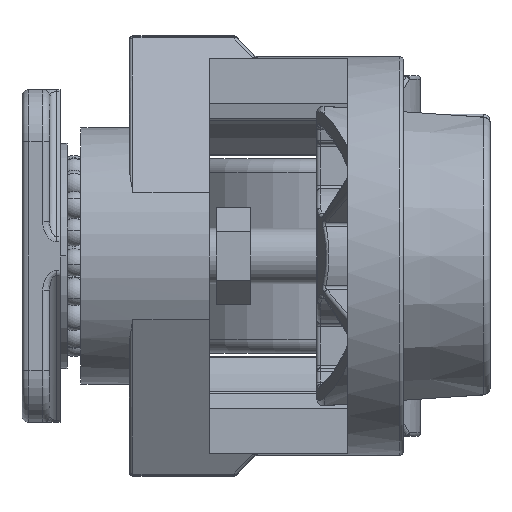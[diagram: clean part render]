
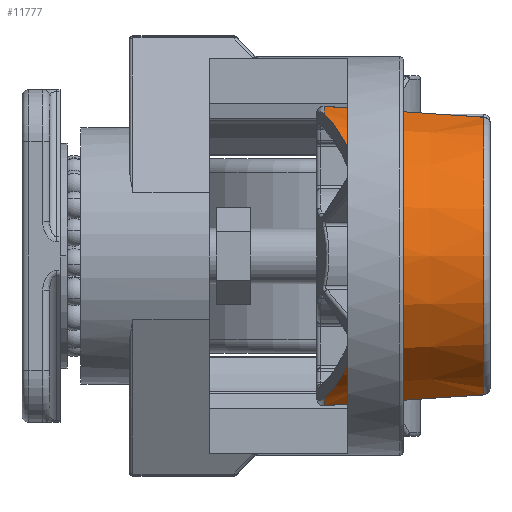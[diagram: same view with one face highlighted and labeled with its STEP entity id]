
A CAD part, left-side view. The second image highlights one B-rep face of the part: STEP entity #11777.
In plain terms, the highlighted conical face has half-angle 4 degrees and reference radius 42.738 mm.
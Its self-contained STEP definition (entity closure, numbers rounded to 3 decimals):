
#1403=CARTESIAN_POINT('',(-14.334,22.86,41.028));
#1404=CARTESIAN_POINT('',(-16.243,21.918,40.173));
#1405=CARTESIAN_POINT('',(-19.398,20.362,38.463));
#1406=CARTESIAN_POINT('',(-24.374,17.908,35.044));
#1407=CARTESIAN_POINT('',(-28.98,15.635,30.771));
#1408=CARTESIAN_POINT('',(-33.068,13.619,25.642));
#1409=CARTESIAN_POINT('',(-36.11,12.119,20.514));
#1410=CARTESIAN_POINT('',(-38.33,11.023,15.385));
#1411=CARTESIAN_POINT('',(-40.353,10.025,8.547));
#1412=CARTESIAN_POINT('',(-41.313,9.552,
0.));
#1413=CARTESIAN_POINT('',(-40.353,10.025,
-8.547));
#1414=CARTESIAN_POINT('',(-38.33,11.023,
-15.385));
#1415=CARTESIAN_POINT('',(-36.11,12.119,
-20.514));
#1416=CARTESIAN_POINT('',(-33.068,13.619,
-25.642));
#1417=CARTESIAN_POINT('',(-28.98,15.635,
-30.771));
#1418=CARTESIAN_POINT('',(-24.374,17.908,
-35.044));
#1419=CARTESIAN_POINT('',(-19.398,20.362,
-38.463));
#1420=CARTESIAN_POINT('',(-16.243,21.918,
-40.173));
#1421=CARTESIAN_POINT('',(-14.334,22.86,
-41.028));
#2846=CARTESIAN_POINT('',(2.5,22.86,0.));
#2847=DIRECTION('',(0.,1.,0.));
#2848=DIRECTION('',(-0.231,0.,-0.973));
#2849=AXIS2_PLACEMENT_3D('',#2846,#2847,#2848);
#2851=CARTESIAN_POINT('',(2.5,22.86,0.));
#2852=DIRECTION('',(0.,1.,0.));
#2853=DIRECTION('',(-0.38,0.,0.925));
#2854=AXIS2_PLACEMENT_3D('',#2851,#2852,#2853);
#2856=CARTESIAN_POINT('',(-6.921,-23.14,
40.037));
#2857=CARTESIAN_POINT('',(-7.004,-18.441,
40.355));
#2858=CARTESIAN_POINT('',(-7.175,-8.77,
41.009));
#2859=CARTESIAN_POINT('',(-7.444,6.458,42.04));
#2860=CARTESIAN_POINT('',(-7.635,17.29,42.773));
#2861=CARTESIAN_POINT('',(-7.733,22.86,43.15));
#2863=CARTESIAN_POINT('',(2.5,-23.14,0.));
#2864=DIRECTION('',(0.,-1.,0.));
#2865=DIRECTION('',(-0.229,0.,0.973));
#2866=AXIS2_PLACEMENT_3D('',#2863,#2864,#2865);
#2868=CARTESIAN_POINT('',(-6.921,-23.14,
-40.037));
#2869=CARTESIAN_POINT('',(-7.004,-18.441,
-40.355));
#2870=CARTESIAN_POINT('',(-7.175,-8.771,
-41.009));
#2871=CARTESIAN_POINT('',(-7.444,6.456,
-42.04));
#2872=CARTESIAN_POINT('',(-7.635,17.29,
-42.773));
#2873=CARTESIAN_POINT('',(-7.733,22.86,
-43.15));
#7007=CARTESIAN_POINT('',(-6.921,-23.14,
-40.037));
#7009=VERTEX_POINT('',#7007);
#7073=CARTESIAN_POINT('',(-6.921,-23.14,
40.037));
#7074=VERTEX_POINT('',#7073);
#7075=CARTESIAN_POINT('',(-7.733,22.86,43.15));
#7077=VERTEX_POINT('',#7075);
#7137=CARTESIAN_POINT('',(-7.733,22.86,
-43.15));
#7138=VERTEX_POINT('',#7137);
#7189=CARTESIAN_POINT('',(-14.334,22.86,41.028));
#7190=VERTEX_POINT('',#7189);
#7193=CARTESIAN_POINT('',(-14.334,22.86,
-41.028));
#7194=VERTEX_POINT('',#7193);
#11764=CARTESIAN_POINT('',(2.5,-0.14,0.));
#11765=DIRECTION('',(0.,1.,0.));
#11766=DIRECTION('',(0.,0.,-1.));
#11767=AXIS2_PLACEMENT_3D('',#11764,#11765,#11766);
#11768=CONICAL_SURFACE('',#11767,42.738,4.);
#11769=ORIENTED_EDGE('',*,*,#9243,.T.);
#11770=ORIENTED_EDGE('',*,*,#9168,.F.);
#11771=ORIENTED_EDGE('',*,*,#9230,.T.);
#11772=ORIENTED_EDGE('',*,*,#9290,.F.);
#11773=ORIENTED_EDGE('',*,*,#11758,.T.);
#11774=ORIENTED_EDGE('',*,*,#11734,.T.);
#11775=EDGE_LOOP('',(#11769,#11770,#11771,#11772,#11773,#11774));
#11776=FACE_OUTER_BOUND('',#11775,.F.);
#11777=ADVANCED_FACE('',(#11776),#11768,.T.);
#1422=B_SPLINE_CURVE_WITH_KNOTS('',3,(#1403,#1404,#1405,#1406,#1407,#1408,#1409,
#1410,#1411,#1412,#1413,#1414,#1415,#1416,#1417,#1418,#1419,#1420,#1421),
.UNSPECIFIED.,.F.,.F.,(4,1,1,1,1,1,1,1,1,1,1,1,1,1,1,1,4),(0.,0.031,
0.063,0.125,0.188,0.25,0.313,0.375,0.5,0.625,0.688,0.75,
0.813,0.875,0.938,0.969,1.),.UNSPECIFIED.);
#2850=CIRCLE('',#2849,44.347);
#2855=CIRCLE('',#2854,44.347);
#2862=B_SPLINE_CURVE_WITH_KNOTS('',3,(#2856,#2857,#2858,#2859,#2860,#2861),
.UNSPECIFIED.,.F.,.F.,(4,1,1,4),(0.,0.333,0.667,1.),
.UNSPECIFIED.);
#2867=CIRCLE('',#2866,41.13);
#2874=B_SPLINE_CURVE_WITH_KNOTS('',3,(#2868,#2869,#2870,#2871,#2872,#2873),
.UNSPECIFIED.,.F.,.F.,(4,1,1,4),(0.,0.333,0.667,1.),
.UNSPECIFIED.);
#9168=EDGE_CURVE('',#7190,#7194,#1422,.T.);
#9230=EDGE_CURVE('',#7190,#7077,#2855,.T.);
#9243=EDGE_CURVE('',#7138,#7194,#2850,.T.);
#9290=EDGE_CURVE('',#7074,#7077,#2862,.T.);
#11734=EDGE_CURVE('',#7009,#7138,#2874,.T.);
#11758=EDGE_CURVE('',#7074,#7009,#2867,.T.);
